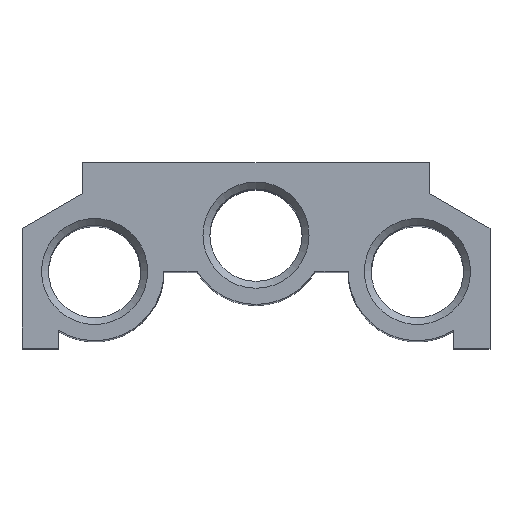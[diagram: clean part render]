
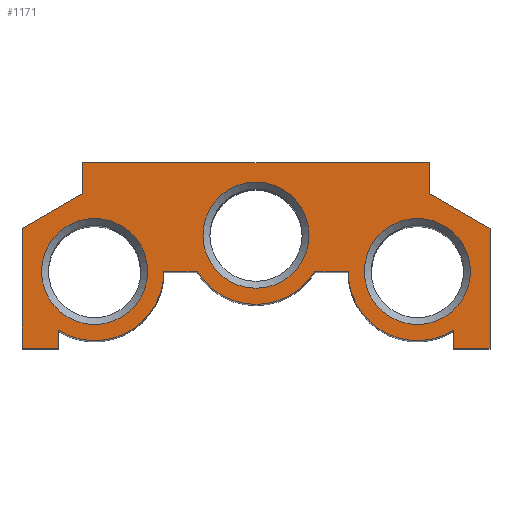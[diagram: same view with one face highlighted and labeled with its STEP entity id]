
A CAD part, top view. The second image highlights one B-rep face of the part: STEP entity #1171.
In plain terms, the highlighted planar face has unit normal (0, 0, 1).
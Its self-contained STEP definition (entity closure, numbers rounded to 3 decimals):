
#62=PLANE('',#1292);
#82=LINE('',#1904,#136);
#86=LINE('',#1912,#140);
#89=LINE('',#1918,#143);
#91=LINE('',#1921,#145);
#94=LINE('',#1928,#148);
#96=LINE('',#1938,#150);
#100=LINE('',#1946,#154);
#103=LINE('',#1952,#157);
#106=LINE('',#1958,#160);
#109=LINE('',#1964,#163);
#112=LINE('',#1970,#166);
#115=LINE('',#2016,#169);
#117=LINE('',#2019,#171);
#136=VECTOR('',#1423,1000.);
#140=VECTOR('',#1429,1000.);
#143=VECTOR('',#1434,1000.);
#145=VECTOR('',#1438,1000.);
#148=VECTOR('',#1445,1000.);
#150=VECTOR('',#1459,1000.);
#154=VECTOR('',#1467,1000.);
#157=VECTOR('',#1472,1000.);
#160=VECTOR('',#1477,1000.);
#163=VECTOR('',#1482,1000.);
#166=VECTOR('',#1487,1000.);
#169=VECTOR('',#1532,1000.);
#171=VECTOR('',#1536,1000.);
#308=ORIENTED_EDGE('',*,*,#562,.T.);
#309=ORIENTED_EDGE('',*,*,#563,.T.);
#310=ORIENTED_EDGE('',*,*,#564,.T.);
#311=ORIENTED_EDGE('',*,*,#500,.T.);
#312=ORIENTED_EDGE('',*,*,#504,.T.);
#313=ORIENTED_EDGE('',*,*,#507,.T.);
#314=ORIENTED_EDGE('',*,*,#509,.T.);
#315=ORIENTED_EDGE('',*,*,#486,.T.);
#316=ORIENTED_EDGE('',*,*,#513,.T.);
#317=ORIENTED_EDGE('',*,*,#517,.T.);
#318=ORIENTED_EDGE('',*,*,#519,.T.);
#319=ORIENTED_EDGE('',*,*,#496,.T.);
#320=ORIENTED_EDGE('',*,*,#524,.T.);
#321=ORIENTED_EDGE('',*,*,#527,.T.);
#322=ORIENTED_EDGE('',*,*,#530,.T.);
#323=ORIENTED_EDGE('',*,*,#533,.T.);
#324=ORIENTED_EDGE('',*,*,#536,.T.);
#325=ORIENTED_EDGE('',*,*,#559,.T.);
#326=ORIENTED_EDGE('',*,*,#561,.T.);
#486=EDGE_CURVE('',#626,#625,#736,.T.);
#496=EDGE_CURVE('',#636,#635,#739,.T.);
#500=EDGE_CURVE('',#640,#639,#82,.T.);
#504=EDGE_CURVE('',#639,#642,#86,.T.);
#507=EDGE_CURVE('',#642,#644,#89,.T.);
#509=EDGE_CURVE('',#644,#626,#91,.T.);
#513=EDGE_CURVE('',#625,#646,#94,.T.);
#517=EDGE_CURVE('',#646,#648,#743,.T.);
#519=EDGE_CURVE('',#648,#636,#96,.T.);
#524=EDGE_CURVE('',#635,#650,#100,.T.);
#527=EDGE_CURVE('',#650,#652,#103,.T.);
#530=EDGE_CURVE('',#652,#654,#106,.T.);
#533=EDGE_CURVE('',#654,#656,#109,.T.);
#536=EDGE_CURVE('',#656,#658,#112,.T.);
#559=EDGE_CURVE('',#658,#680,#115,.T.);
#561=EDGE_CURVE('',#680,#640,#117,.T.);
#562=EDGE_CURVE('',#681,#681,#766,.T.);
#563=EDGE_CURVE('',#682,#682,#767,.T.);
#564=EDGE_CURVE('',#683,#683,#768,.T.);
#625=VERTEX_POINT('',#1849);
#626=VERTEX_POINT('',#1851);
#635=VERTEX_POINT('',#1894);
#636=VERTEX_POINT('',#1896);
#639=VERTEX_POINT('',#1903);
#640=VERTEX_POINT('',#1905);
#642=VERTEX_POINT('',#1911);
#644=VERTEX_POINT('',#1917);
#646=VERTEX_POINT('',#1927);
#648=VERTEX_POINT('',#1934);
#650=VERTEX_POINT('',#1945);
#652=VERTEX_POINT('',#1951);
#654=VERTEX_POINT('',#1957);
#656=VERTEX_POINT('',#1963);
#658=VERTEX_POINT('',#1969);
#680=VERTEX_POINT('',#2015);
#681=VERTEX_POINT('',#2022);
#682=VERTEX_POINT('',#2024);
#683=VERTEX_POINT('',#2026);
#736=CIRCLE('',#1247,8.579);
#739=CIRCLE('',#1251,8.579);
#743=CIRCLE('',#1261,8.579);
#766=CIRCLE('',#1293,6.579);
#767=CIRCLE('',#1294,6.579);
#768=CIRCLE('',#1295,6.579);
#849=EDGE_LOOP('',(#308));
#850=EDGE_LOOP('',(#309));
#851=EDGE_LOOP('',(#310));
#852=EDGE_LOOP('',(#311,#312,#313,#314,#315,#316,#317,#318,#319,#320,#321,
#322,#323,#324,#325,#326));
#1005=FACE_BOUND('',#849,.T.);
#1006=FACE_BOUND('',#850,.T.);
#1007=FACE_BOUND('',#851,.T.);
#1008=FACE_BOUND('',#852,.T.);
#1171=ADVANCED_FACE('',(#1005,#1006,#1007,#1008),#62,.T.);
#1247=AXIS2_PLACEMENT_3D('',#1850,#1403,#1404);
#1251=AXIS2_PLACEMENT_3D('',#1895,#1416,#1417);
#1261=AXIS2_PLACEMENT_3D('',#1935,#1453,#1454);
#1292=AXIS2_PLACEMENT_3D('',#2020,#1537,#1538);
#1293=AXIS2_PLACEMENT_3D('',#2021,#1539,#1540);
#1294=AXIS2_PLACEMENT_3D('',#2023,#1541,#1542);
#1295=AXIS2_PLACEMENT_3D('',#2025,#1543,#1544);
#1403=DIRECTION('',(0.,0.,1.));
#1404=DIRECTION('',(1.,0.,0.));
#1416=DIRECTION('',(0.,0.,1.));
#1417=DIRECTION('',(1.,0.,0.));
#1423=DIRECTION('',(-0.866,-0.5,0.));
#1429=DIRECTION('',(0.,-1.,0.));
#1434=DIRECTION('',(1.,0.,0.));
#1438=DIRECTION('',(0.,1.,0.));
#1445=DIRECTION('',(1.,0.,0.));
#1453=DIRECTION('',(0.,0.,1.));
#1454=DIRECTION('',(1.,0.,0.));
#1459=DIRECTION('',(1.,0.,0.));
#1467=DIRECTION('',(0.,-1.,0.));
#1472=DIRECTION('',(1.,0.,0.));
#1477=DIRECTION('',(0.,1.,0.));
#1482=DIRECTION('',(-0.866,0.5,0.));
#1487=DIRECTION('',(0.,1.,0.));
#1532=DIRECTION('',(-1.,0.,0.));
#1536=DIRECTION('',(0.,-1.,0.));
#1537=DIRECTION('',(0.,0.,1.));
#1538=DIRECTION('',(1.,0.,0.));
#1539=DIRECTION('',(0.,0.,-1.));
#1540=DIRECTION('',(-1.,0.,0.));
#1541=DIRECTION('',(0.,0.,-1.));
#1542=DIRECTION('',(-1.,0.,0.));
#1543=DIRECTION('',(0.,0.,-1.));
#1544=DIRECTION('',(-1.,0.,0.));
#1849=CARTESIAN_POINT('',(-11.422,9.5,95.));
#1850=CARTESIAN_POINT('',(-20.,9.5,95.));
#1851=CARTESIAN_POINT('',(-24.5,2.197,95.));
#1894=CARTESIAN_POINT('',(24.5,2.197,95.));
#1895=CARTESIAN_POINT('',(20.,9.5,95.));
#1896=CARTESIAN_POINT('',(11.422,9.5,95.));
#1903=CARTESIAN_POINT('',(-29.,14.837,95.));
#1904=CARTESIAN_POINT('',(-21.5,19.167,95.));
#1905=CARTESIAN_POINT('',(-21.5,19.167,95.));
#1911=CARTESIAN_POINT('',(-29.,0.,95.));
#1912=CARTESIAN_POINT('',(-29.,14.837,95.));
#1917=CARTESIAN_POINT('',(-24.5,0.,95.));
#1918=CARTESIAN_POINT('',(-29.,0.,95.));
#1921=CARTESIAN_POINT('',(-24.5,0.,95.));
#1927=CARTESIAN_POINT('',(-7.303,9.5,95.));
#1928=CARTESIAN_POINT('',(-11.422,9.5,95.));
#1934=CARTESIAN_POINT('',(7.303,9.5,95.));
#1935=CARTESIAN_POINT('',(0.,14.,95.));
#1938=CARTESIAN_POINT('',(7.303,9.5,95.));
#1945=CARTESIAN_POINT('',(24.5,0.,95.));
#1946=CARTESIAN_POINT('',(24.5,2.197,95.));
#1951=CARTESIAN_POINT('',(29.,0.,95.));
#1952=CARTESIAN_POINT('',(24.5,0.,95.));
#1957=CARTESIAN_POINT('',(29.,14.837,95.));
#1958=CARTESIAN_POINT('',(29.,0.,95.));
#1963=CARTESIAN_POINT('',(21.5,19.167,95.));
#1964=CARTESIAN_POINT('',(29.,14.837,95.));
#1969=CARTESIAN_POINT('',(21.5,23.,95.));
#1970=CARTESIAN_POINT('',(21.5,19.167,95.));
#2015=CARTESIAN_POINT('',(-21.5,23.,95.));
#2016=CARTESIAN_POINT('',(21.5,23.,95.));
#2019=CARTESIAN_POINT('',(-21.5,23.,95.));
#2020=CARTESIAN_POINT('',(-20.,9.5,95.));
#2021=CARTESIAN_POINT('',(0.,14.,95.));
#2022=CARTESIAN_POINT('',(-6.579,14.,95.));
#2023=CARTESIAN_POINT('',(-20.,9.5,95.));
#2024=CARTESIAN_POINT('',(-26.579,9.5,95.));
#2025=CARTESIAN_POINT('',(20.,9.5,95.));
#2026=CARTESIAN_POINT('',(13.422,9.5,95.));
